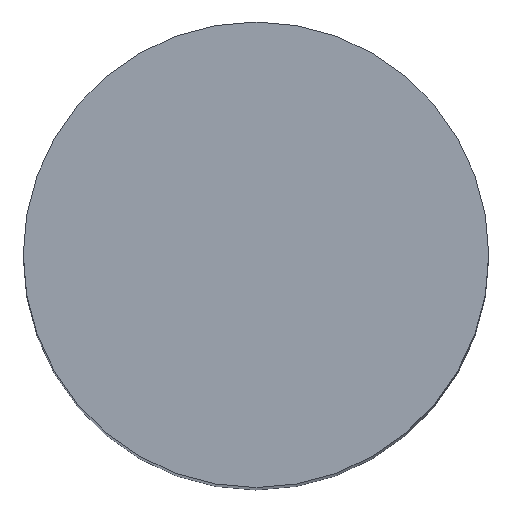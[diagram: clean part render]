
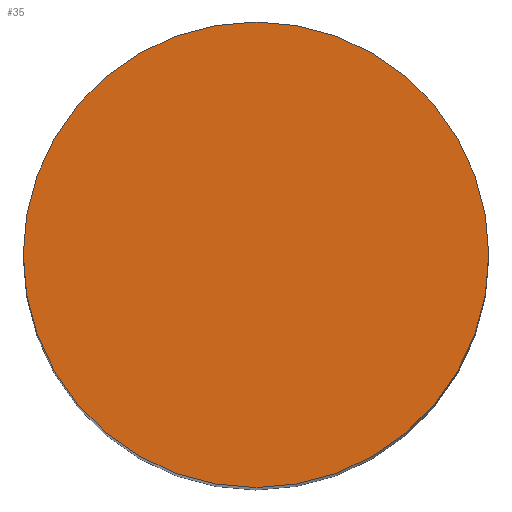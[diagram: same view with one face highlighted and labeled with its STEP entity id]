
A CAD part, top view. The second image highlights one B-rep face of the part: STEP entity #35.
In plain terms, the highlighted planar face has unit normal (0, 0, 1).
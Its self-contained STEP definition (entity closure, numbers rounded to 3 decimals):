
#35=ADVANCED_FACE('Unnamed[1]',(#77),#78,.T.);
#43=EDGE_CURVE('Unnamed[1]',#89,#89,#90,.T.);
#77=FACE_OUTER_BOUND('',#122,.T.);
#78=PLANE('',#123);
#89=VERTEX_POINT('',#137);
#90=CIRCLE('',#138,30.0);
#122=EDGE_LOOP('',(#168));
#123=AXIS2_PLACEMENT_3D('',#169,#170,#171);
#137=CARTESIAN_POINT('',(0.,30.0,0.));
#138=AXIS2_PLACEMENT_3D('',#183,#184,#185);
#168=ORIENTED_EDGE('',*,*,#43,.T.);
#169=CARTESIAN_POINT('',(0.,15.0,0.));
#170=DIRECTION('',(0.,0.,1.0));
#171=DIRECTION('',(0.,1.0,0.));
#183=CARTESIAN_POINT('',(0.,0.,0.));
#184=DIRECTION('',(0.,0.,1.0));
#185=DIRECTION('',(0.,1.0,0.));
